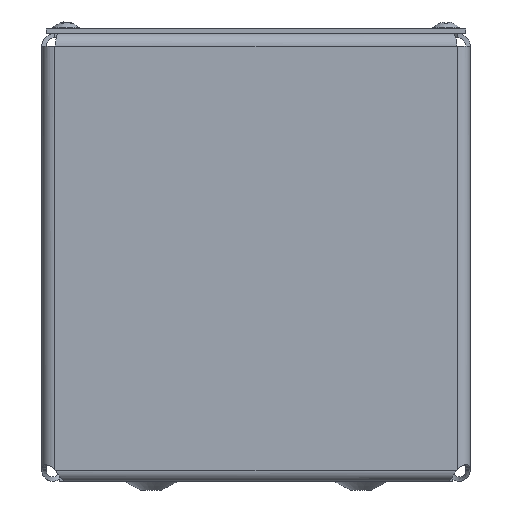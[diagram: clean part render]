
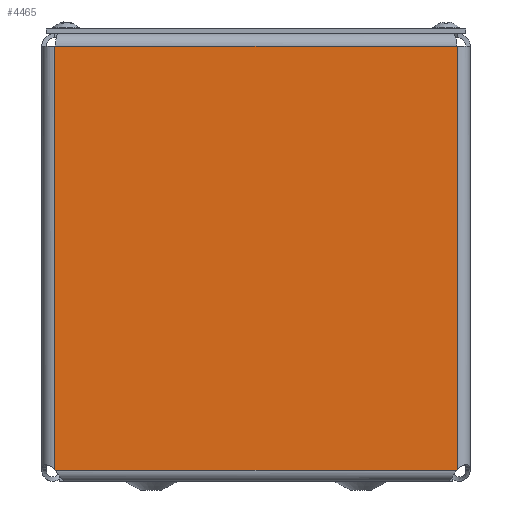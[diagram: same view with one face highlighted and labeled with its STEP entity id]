
A CAD part, front view. The second image highlights one B-rep face of the part: STEP entity #4465.
In plain terms, the highlighted face is planar.
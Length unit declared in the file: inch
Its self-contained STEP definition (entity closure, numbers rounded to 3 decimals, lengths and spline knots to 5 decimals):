
#321=LINE($,#7040,#652);
#324=LINE($,#7047,#655);
#387=LINE($,#7758,#718);
#429=LINE($,#7845,#760);
#462=LINE($,#8083,#793);
#496=LINE($,#8315,#827);
#652=VECTOR($,#5268,0.01499);
#655=VECTOR($,#5273,0.01499);
#718=VECTOR($,#5368,6.05089);
#760=VECTOR($,#5486,5.73202);
#793=VECTOR($,#5565,5.751);
#827=VECTOR($,#5659,6.05089);
#958=PLANE($,#4784);
#1352=FACE_OUTER_BOUND($,#1690,.T.);
#1690=EDGE_LOOP($,(#3695,#3696,#3697,#3698,#3699,#3700));
#2057=VERTEX_POINT($,#7037);
#2058=VERTEX_POINT($,#7039);
#2059=VERTEX_POINT($,#7043);
#2061=VERTEX_POINT($,#7046);
#2125=VERTEX_POINT($,#7756);
#2155=VERTEX_POINT($,#8075);
#2461=EDGE_CURVE($,#2058,#2057,#321,.T.);
#2464=EDGE_CURVE($,#2061,#2059,#324,.T.);
#2564=EDGE_CURVE($,#2057,#2125,#387,.T.);
#2610=EDGE_CURVE($,#2059,#2058,#429,.T.);
#2656=EDGE_CURVE($,#2125,#2155,#462,.T.);
#2710=EDGE_CURVE($,#2155,#2061,#496,.T.);
#3695=ORIENTED_EDGE($,*,*,#2464,.T.);
#3696=ORIENTED_EDGE($,*,*,#2610,.T.);
#3697=ORIENTED_EDGE($,*,*,#2461,.T.);
#3698=ORIENTED_EDGE($,*,*,#2564,.T.);
#3699=ORIENTED_EDGE($,*,*,#2656,.T.);
#3700=ORIENTED_EDGE($,*,*,#2710,.T.);
#4465=ADVANCED_FACE($,(#1352),#958,.F.);
#4784=AXIS2_PLACEMENT_3D($,#8314,#5657,#5658);
#5268=DIRECTION($,(0.,-0.774,0.633));
#5273=DIRECTION($,(0.,0.774,0.633));
#5368=DIRECTION($,(0.,-1.,0.));
#5486=DIRECTION($,(0.,0.,1.));
#5565=DIRECTION($,(0.,0.,-1.));
#5657=DIRECTION('center_axis',(-1.,0.,0.));
#5658=DIRECTION('ref_axis',(0.,0.,
1.));
#5659=DIRECTION($,(0.,1.,0.));
#7037=CARTESIAN_POINT('',(5.0625,3.08214,-13.96336));
#7039=CARTESIAN_POINT('',(5.0625,3.09375,-13.97285));
#7040=CARTESIAN_POINT($,(5.0625,4.55214,-15.16485));
#7043=CARTESIAN_POINT('',(5.0625,3.09375,-19.70487));
#7046=CARTESIAN_POINT('',(5.0625,3.08214,-19.71436));
#7047=CARTESIAN_POINT($,(5.0625,1.66075,-20.87612));
#7756=CARTESIAN_POINT('',(5.0625,-2.96875,-13.96336));
#7758=CARTESIAN_POINT($,(5.0625,1.54688,-13.96336));
#7845=CARTESIAN_POINT($,(5.0625,3.09375,-19.90136));
#8075=CARTESIAN_POINT('',(5.0625,-2.96875,-19.71436));
#8083=CARTESIAN_POINT($,(5.0625,-2.96875,-15.40111));
#8314=CARTESIAN_POINT('Origin',(5.0625,0.,
-23.79142));
#8315=CARTESIAN_POINT($,(5.0625,-1.54688,-19.71436));
